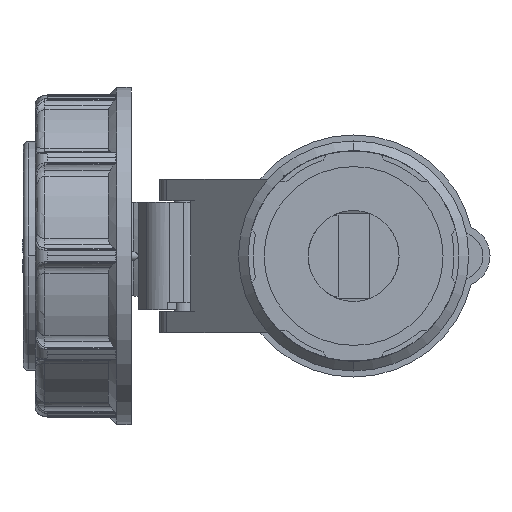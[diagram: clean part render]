
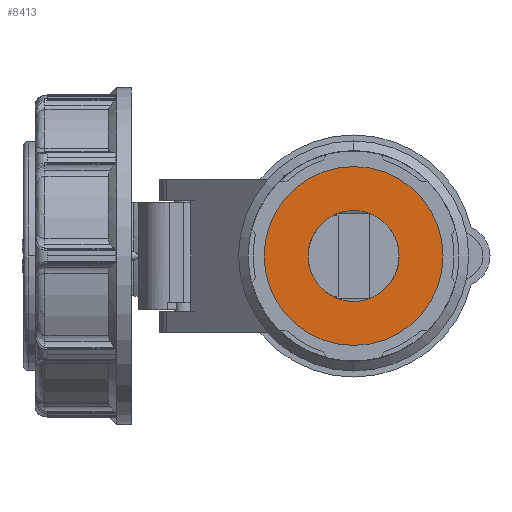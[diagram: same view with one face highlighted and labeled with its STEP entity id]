
A CAD part, front view. The second image highlights one B-rep face of the part: STEP entity #8413.
In plain terms, the highlighted planar face has unit normal (0, -1, 0).
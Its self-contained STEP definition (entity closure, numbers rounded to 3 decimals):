
#12 = CARTESIAN_POINT ( 'NONE',  ( -9.5, -154.36, 0. ) ) ;
#1240 = CARTESIAN_POINT ( 'NONE',  ( 7.597, -154.36, 5.838 ) ) ;
#2195 = FACE_BOUND ( 'NONE', #14369, .T. ) ;
#2315 = DIRECTION ( 'NONE',  ( 0., 0., 1. ) ) ;
#2471 = VERTEX_POINT ( 'NONE', #9763 ) ;
#2656 = CARTESIAN_POINT ( 'NONE',  ( -9.5, -154.36, 0. ) ) ;
#2743 = ORIENTED_EDGE ( 'NONE', *, *, #4874, .T. ) ;
#2879 = ORIENTED_EDGE ( 'NONE', *, *, #4502, .F. ) ;
#3152 = CARTESIAN_POINT ( 'NONE',  ( 9.253, -154.36, -2.487 ) ) ;
#3228 = CARTESIAN_POINT ( 'NONE',  ( -5.838, -154.36, 7.597 ) ) ;
#3357 = CARTESIAN_POINT ( 'NONE',  ( 4.784, -154.36, 8.301 ) ) ;
#3508 = EDGE_CURVE ( 'NONE', #14196, #2471, #14832, .T. ) ;
#3521 = VERTEX_POINT ( 'NONE', #4841 ) ;
#3909 = ORIENTED_EDGE ( 'NONE', *, *, #20607, .F. ) ;
#4161 = CARTESIAN_POINT ( 'NONE',  ( -1.244, -154.36, -9.5 ) ) ;
#4175 = DIRECTION ( 'NONE',  ( 0., 1., 0. ) ) ;
#4502 = EDGE_CURVE ( 'NONE', #3521, #18549, #14556, .T. ) ;
#4769 = CARTESIAN_POINT ( 'NONE',  ( 2.487, -154.36, -9.253 ) ) ;
#4841 = CARTESIAN_POINT ( 'NONE',  ( 9.5, -154.36, 0. ) ) ;
#4874 = EDGE_CURVE ( 'NONE', #2471, #14196, #12886, .T. ) ;
#4975 = CARTESIAN_POINT ( 'NONE',  ( 8.301, -154.36, 4.784 ) ) ;
#5098 = CARTESIAN_POINT ( 'NONE',  ( 5.838, -154.36, 7.597 ) ) ;
#5224 = CARTESIAN_POINT ( 'NONE',  ( -9.5, -154.36, 0. ) ) ;
#6114 = AXIS2_PLACEMENT_3D ( 'NONE', #16389, #9063, #6945 ) ;
#6509 = CARTESIAN_POINT ( 'NONE',  ( -7.597, -154.36, -5.838 ) ) ;
#6581 = DIRECTION ( 'NONE',  ( 0., -1., 0. ) ) ;
#6756 = CARTESIAN_POINT ( 'NONE',  ( 9.5, -154.36, -1.244 ) ) ;
#6945 = DIRECTION ( 'NONE',  ( 0., 0., 1. ) ) ;
#6952 = CARTESIAN_POINT ( 'NONE',  ( 9.5, -154.36, 1.244 ) ) ;
#7079 = CARTESIAN_POINT ( 'NONE',  ( -9.5, -154.36, 1.244 ) ) ;
#7125 = CARTESIAN_POINT ( 'NONE',  ( 8.301, -154.36, -4.784 ) ) ;
#8185 = CARTESIAN_POINT ( 'NONE',  ( 0., -154.36, 0. ) ) ;
#8413 = ADVANCED_FACE ( 'NONE', ( #23559, #2195 ), #9774, .F. ) ;
#8946 = CARTESIAN_POINT ( 'NONE',  ( -7.597, -154.36, 5.838 ) ) ;
#9063 = DIRECTION ( 'NONE',  ( 0., -1., 0. ) ) ;
#9763 = CARTESIAN_POINT ( 'NONE',  ( 0., -154.36, 18.692 ) ) ;
#9774 = PLANE ( 'NONE',  #22737 ) ;
#10222 = CARTESIAN_POINT ( 'NONE',  ( -9.5, -154.36, -1.244 ) ) ;
#10471 = CARTESIAN_POINT ( 'NONE',  ( 4.784, -154.36, -8.301 ) ) ;
#10667 = CARTESIAN_POINT ( 'NONE',  ( -1.244, -154.36, 9.5 ) ) ;
#10842 = CARTESIAN_POINT ( 'NONE',  ( 5.838, -154.36, -7.597 ) ) ;
#11215 = EDGE_LOOP ( 'NONE', ( #14692, #2743 ) ) ;
#11600 = CARTESIAN_POINT ( 'NONE',  ( -4.784, -154.36, -8.301 ) ) ;
#12528 = CARTESIAN_POINT ( 'NONE',  ( 2.487, -154.36, 9.253 ) ) ;
#12643 = CARTESIAN_POINT ( 'NONE',  ( -2.487, -154.36, 9.253 ) ) ;
#12886 = CIRCLE ( 'NONE', #21638, 18.692 ) ;
#12898 = CARTESIAN_POINT ( 'NONE',  ( 9.253, -154.36, 2.487 ) ) ;
#13579 = CARTESIAN_POINT ( 'NONE',  ( -8.301, -154.36, -4.784 ) ) ;
#14196 = VERTEX_POINT ( 'NONE', #23875 ) ;
#14369 = EDGE_LOOP ( 'NONE', ( #2879, #3909 ) ) ;
#14439 = CARTESIAN_POINT ( 'NONE',  ( 9.5, -154.36, 0. ) ) ;
#14556 = B_SPLINE_CURVE_WITH_KNOTS ( 'NONE', 3,
 ( #20529, #6952, #12898, #4975, #1240, #5098, #3357, #12528, #18150, #10667, #12643, #20269, #3228, #8946, #16528, #24125, #7079, #5224 ),
 .UNSPECIFIED., .F., .F.,
 ( 4, 2, 2, 2, 2, 2, 2, 2, 4 ),
 ( 0., 0.063, 0.125, 0.188, 0.25, 0.313, 0.375, 0.438, 0.5 ),
 .UNSPECIFIED. ) ;
#14692 = ORIENTED_EDGE ( 'NONE', *, *, #3508, .T. ) ;
#14832 = CIRCLE ( 'NONE', #6114, 18.692 ) ;
#15940 = CARTESIAN_POINT ( 'NONE',  ( -9.253, -154.36, -2.487 ) ) ;
#16389 = CARTESIAN_POINT ( 'NONE',  ( 0., -154.36, 0. ) ) ;
#16528 = CARTESIAN_POINT ( 'NONE',  ( -8.301, -154.36, 4.784 ) ) ;
#17339 = CARTESIAN_POINT ( 'NONE',  ( -2.487, -154.36, -9.253 ) ) ;
#18150 = CARTESIAN_POINT ( 'NONE',  ( 1.244, -154.36, 9.5 ) ) ;
#18321 = CARTESIAN_POINT ( 'NONE',  ( 7.597, -154.36, -5.838 ) ) ;
#18549 = VERTEX_POINT ( 'NONE', #12 ) ;
#20269 = CARTESIAN_POINT ( 'NONE',  ( -4.784, -154.36, 8.301 ) ) ;
#20529 = CARTESIAN_POINT ( 'NONE',  ( 9.5, -154.36, 0. ) ) ;
#20607 = EDGE_CURVE ( 'NONE', #18549, #3521, #22166, .T. ) ;
#21216 = CARTESIAN_POINT ( 'NONE',  ( 0., -154.36, 0. ) ) ;
#21496 = DIRECTION ( 'NONE',  ( 0., 0., 1. ) ) ;
#21638 = AXIS2_PLACEMENT_3D ( 'NONE', #8185, #6581, #21496 ) ;
#21681 = CARTESIAN_POINT ( 'NONE',  ( -5.838, -154.36, -7.597 ) ) ;
#22166 = B_SPLINE_CURVE_WITH_KNOTS ( 'NONE', 3,
 ( #2656, #10222, #15940, #13579, #6509, #21681, #11600, #17339, #4161, #23789, #4769, #10471, #10842, #18321, #7125, #3152, #6756, #14439 ),
 .UNSPECIFIED., .F., .F.,
 ( 4, 2, 2, 2, 2, 2, 2, 2, 4 ),
 ( 0.5, 0.563, 0.625, 0.688, 0.75, 0.813, 0.875, 0.938, 1. ),
 .UNSPECIFIED. ) ;
#22737 = AXIS2_PLACEMENT_3D ( 'NONE', #21216, #4175, #2315 ) ;
#23559 = FACE_OUTER_BOUND ( 'NONE', #11215, .T. ) ;
#23789 = CARTESIAN_POINT ( 'NONE',  ( 1.244, -154.36, -9.5 ) ) ;
#23875 = CARTESIAN_POINT ( 'NONE',  ( 0., -154.36, -18.692 ) ) ;
#24125 = CARTESIAN_POINT ( 'NONE',  ( -9.253, -154.36, 2.487 ) ) ;
